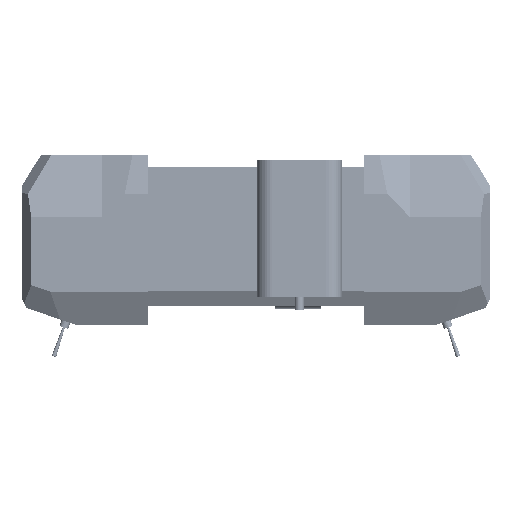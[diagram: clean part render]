
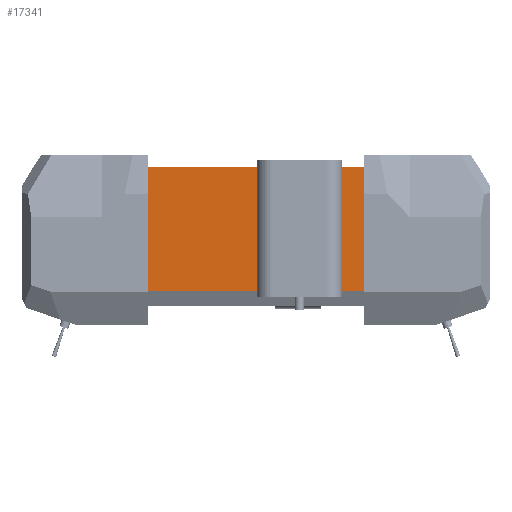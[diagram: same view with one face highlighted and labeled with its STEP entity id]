
A CAD part, front view. The second image highlights one B-rep face of the part: STEP entity #17341.
In plain terms, the highlighted planar face has unit normal (0, -1, 0).
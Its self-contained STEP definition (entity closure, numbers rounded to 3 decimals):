
#16 = CARTESIAN_POINT ( 'NONE',  ( -68.527, 0., 0. ) ) ;
#429 = ORIENTED_EDGE ( 'NONE', *, *, #17236, .T. ) ;
#758 = FACE_BOUND ( 'NONE', #964, .T. ) ;
#964 = EDGE_LOOP ( 'NONE', ( #16487, #38817, #17511, #429 ) ) ;
#1896 = CARTESIAN_POINT ( 'NONE',  ( 0., 0., 0. ) ) ;
#2315 = DIRECTION ( 'NONE',  ( 1., 0., 0. ) ) ;
#3444 = CARTESIAN_POINT ( 'NONE',  ( 4.473, 0., -13.674 ) ) ;
#5656 = EDGE_CURVE ( 'NONE', #28114, #29187, #14120, .T. ) ;
#6296 = CARTESIAN_POINT ( 'NONE',  ( 71.473, 0., -27.674 ) ) ;
#7049 = DIRECTION ( 'NONE',  ( 1., 0., 0. ) ) ;
#7485 = VECTOR ( 'NONE', #31579, 1000. ) ;
#7619 = EDGE_CURVE ( 'NONE', #7947, #30997, #14051, .T. ) ;
#7947 = VERTEX_POINT ( 'NONE', #25855 ) ;
#8327 = EDGE_CURVE ( 'NONE', #23652, #30930, #10119, .T. ) ;
#8610 = ORIENTED_EDGE ( 'NONE', *, *, #8327, .T. ) ;
#9185 = CARTESIAN_POINT ( 'NONE',  ( 71.473, 0., 52.326 ) ) ;
#9253 = CARTESIAN_POINT ( 'NONE',  ( 4.473, 0., 0. ) ) ;
#10119 = LINE ( 'NONE', #36512, #11611 ) ;
#10143 = VECTOR ( 'NONE', #7049, 1000. ) ;
#10898 = DIRECTION ( 'NONE',  ( 0., 1., 0. ) ) ;
#11611 = VECTOR ( 'NONE', #36635, 1000. ) ;
#13071 = CARTESIAN_POINT ( 'NONE',  ( -68.527, 0., 52.326 ) ) ;
#13420 = EDGE_LOOP ( 'NONE', ( #37717, #26582, #8610, #25380 ) ) ;
#14051 = LINE ( 'NONE', #16, #36090 ) ;
#14120 = LINE ( 'NONE', #39413, #33323 ) ;
#14437 = CARTESIAN_POINT ( 'NONE',  ( 0., 0., 50.326 ) ) ;
#16487 = ORIENTED_EDGE ( 'NONE', *, *, #5656, .T. ) ;
#17236 = EDGE_CURVE ( 'NONE', #32239, #28114, #28108, .T. ) ;
#17341 = ADVANCED_FACE ( 'NONE', ( #758, #31482 ), #35696, .F. ) ;
#17511 = ORIENTED_EDGE ( 'NONE', *, *, #23115, .T. ) ;
#18228 = DIRECTION ( 'NONE',  ( 0., 0., 1. ) ) ;
#19883 = VECTOR ( 'NONE', #2315, 1000. ) ;
#20025 = DIRECTION ( 'NONE',  ( 0., 0., 1. ) ) ;
#21448 = CARTESIAN_POINT ( 'NONE',  ( 54.473, 0., 50.326 ) ) ;
#23115 = EDGE_CURVE ( 'NONE', #33979, #32239, #35229, .T. ) ;
#23242 = LINE ( 'NONE', #6296, #25615 ) ;
#23652 = VERTEX_POINT ( 'NONE', #35381 ) ;
#24022 = DIRECTION ( 'NONE',  ( -1., 0., 0. ) ) ;
#24546 = DIRECTION ( 'NONE',  ( 1., 0., 0. ) ) ;
#24894 = VECTOR ( 'NONE', #18228, 1000. ) ;
#25143 = CARTESIAN_POINT ( 'NONE',  ( 0., 0., 52.326 ) ) ;
#25380 = ORIENTED_EDGE ( 'NONE', *, *, #37889, .F. ) ;
#25615 = VECTOR ( 'NONE', #24546, 1000. ) ;
#25855 = CARTESIAN_POINT ( 'NONE',  ( -68.527, 0., -27.674 ) ) ;
#26568 = EDGE_CURVE ( 'NONE', #29187, #33979, #31153, .T. ) ;
#26582 = ORIENTED_EDGE ( 'NONE', *, *, #29226, .T. ) ;
#28108 = LINE ( 'NONE', #32091, #7485 ) ;
#28114 = VERTEX_POINT ( 'NONE', #31071 ) ;
#28224 = CARTESIAN_POINT ( 'NONE',  ( 4.473, 0., 50.326 ) ) ;
#28938 = AXIS2_PLACEMENT_3D ( 'NONE', #1896, #10898, #20025 ) ;
#29187 = VERTEX_POINT ( 'NONE', #3444 ) ;
#29226 = EDGE_CURVE ( 'NONE', #7947, #23652, #23242, .T. ) ;
#30930 = VERTEX_POINT ( 'NONE', #9185 ) ;
#30997 = VERTEX_POINT ( 'NONE', #13071 ) ;
#31071 = CARTESIAN_POINT ( 'NONE',  ( 54.473, 0., -13.674 ) ) ;
#31153 = LINE ( 'NONE', #9253, #24894 ) ;
#31482 = FACE_OUTER_BOUND ( 'NONE', #13420, .T. ) ;
#31579 = DIRECTION ( 'NONE',  ( 0., 0., -1. ) ) ;
#32091 = CARTESIAN_POINT ( 'NONE',  ( 54.473, 0., 0. ) ) ;
#32239 = VERTEX_POINT ( 'NONE', #21448 ) ;
#33323 = VECTOR ( 'NONE', #24022, 1000. ) ;
#33979 = VERTEX_POINT ( 'NONE', #28224 ) ;
#35229 = LINE ( 'NONE', #14437, #19883 ) ;
#35381 = CARTESIAN_POINT ( 'NONE',  ( 71.473, 0., -27.674 ) ) ;
#35696 = PLANE ( 'NONE',  #28938 ) ;
#36042 = LINE ( 'NONE', #25143, #10143 ) ;
#36090 = VECTOR ( 'NONE', #36343, 1000. ) ;
#36343 = DIRECTION ( 'NONE',  ( 0., 0., 1. ) ) ;
#36512 = CARTESIAN_POINT ( 'NONE',  ( 71.473, 0., 0. ) ) ;
#36635 = DIRECTION ( 'NONE',  ( 0., 0., 1. ) ) ;
#37717 = ORIENTED_EDGE ( 'NONE', *, *, #7619, .F. ) ;
#37889 = EDGE_CURVE ( 'NONE', #30997, #30930, #36042, .T. ) ;
#38817 = ORIENTED_EDGE ( 'NONE', *, *, #26568, .T. ) ;
#39413 = CARTESIAN_POINT ( 'NONE',  ( 0., 0., -13.674 ) ) ;
